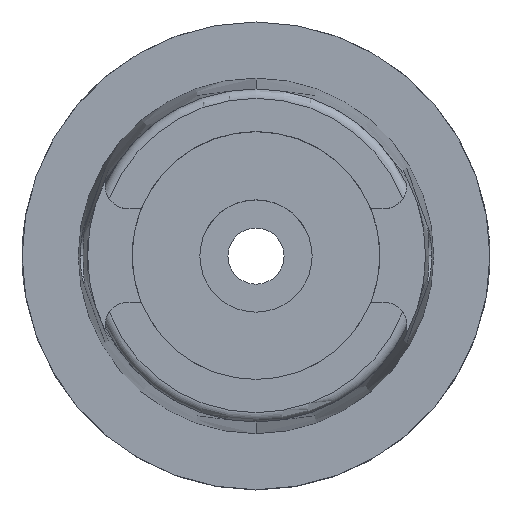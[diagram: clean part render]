
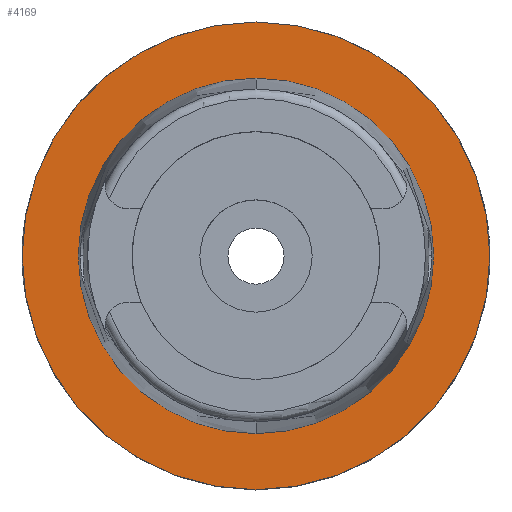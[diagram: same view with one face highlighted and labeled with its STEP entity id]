
A CAD part, top view. The second image highlights one B-rep face of the part: STEP entity #4169.
In plain terms, the highlighted planar face has unit normal (0, 0, 1).
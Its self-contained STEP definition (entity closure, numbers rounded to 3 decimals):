
#2054=CARTESIAN_POINT('',(0.,0.,0.));
#2055=DIRECTION('',(0.,0.,-1.));
#2056=DIRECTION('',(0.,-1.,0.));
#2057=AXIS2_PLACEMENT_3D('',#2054,#2055,#2056);
#2062=CARTESIAN_POINT('',(0.,0.,0.));
#2063=DIRECTION('',(0.,0.,-1.));
#2064=DIRECTION('',(0.,1.,0.));
#2065=AXIS2_PLACEMENT_3D('',#2062,#2063,#2064);
#2070=CARTESIAN_POINT('',(0.,0.,0.));
#2071=DIRECTION('',(0.,0.,1.));
#2072=DIRECTION('',(0.,-1.,0.));
#2073=AXIS2_PLACEMENT_3D('',#2070,#2071,#2072);
#2078=CARTESIAN_POINT('',(0.,0.,0.));
#2079=DIRECTION('',(0.,0.,1.));
#2080=DIRECTION('',(0.,1.,0.));
#2081=AXIS2_PLACEMENT_3D('',#2078,#2079,#2080);
#2378=CARTESIAN_POINT('',(0.,-38.,0.));
#2379=VERTEX_POINT('',#2378);
#2380=CARTESIAN_POINT('',(0.,38.,0.));
#2381=VERTEX_POINT('',#2380);
#2635=CARTESIAN_POINT('',(0.,50.,0.));
#2636=VERTEX_POINT('',#2635);
#2637=CARTESIAN_POINT('',(0.,-50.,0.));
#2638=VERTEX_POINT('',#2637);
#4156=CARTESIAN_POINT('',(0.,0.,0.));
#4157=DIRECTION('',(0.,0.,1.));
#4158=DIRECTION('',(0.,1.,0.));
#4159=AXIS2_PLACEMENT_3D('',#4156,#4157,#4158);
#4160=PLANE('',#4159);
#4161=ORIENTED_EDGE('',*,*,#3921,.T.);
#4162=ORIENTED_EDGE('',*,*,#4030,.T.);
#4163=EDGE_LOOP('',(#4161,#4162));
#4164=FACE_OUTER_BOUND('',#4163,.F.);
#4165=ORIENTED_EDGE('',*,*,#2873,.T.);
#4166=ORIENTED_EDGE('',*,*,#2844,.T.);
#4167=EDGE_LOOP('',(#4165,#4166));
#4168=FACE_BOUND('',#4167,.F.);
#2058=CIRCLE('',#2057,50.);
#2066=CIRCLE('',#2065,50.);
#2074=CIRCLE('',#2073,38.);
#2082=CIRCLE('',#2081,38.);
#2844=EDGE_CURVE('',#2381,#2379,#2082,.T.);
#2873=EDGE_CURVE('',#2379,#2381,#2074,.T.);
#3921=EDGE_CURVE('',#2638,#2636,#2058,.T.);
#4030=EDGE_CURVE('',#2636,#2638,#2066,.T.);
#4169=ADVANCED_FACE('',(#4164,#4168),#4160,.T.);
